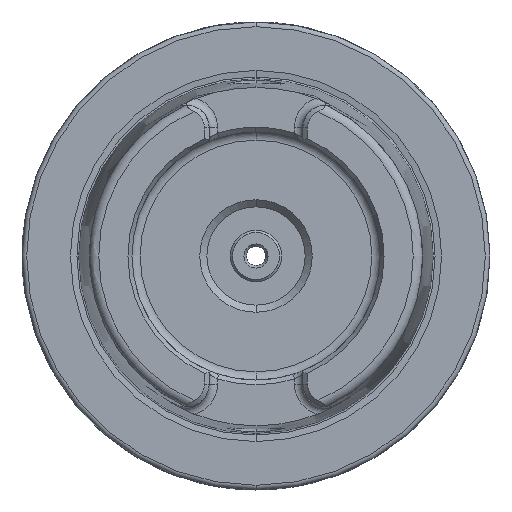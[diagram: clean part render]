
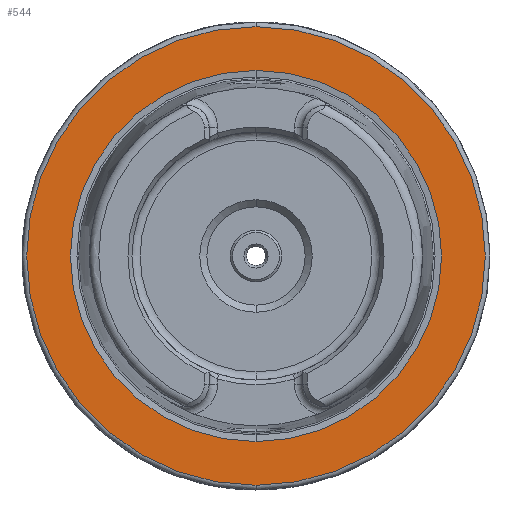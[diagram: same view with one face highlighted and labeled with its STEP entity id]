
A CAD part, left-side view. The second image highlights one B-rep face of the part: STEP entity #544.
In plain terms, the highlighted planar face has unit normal (-1, 0, 0).
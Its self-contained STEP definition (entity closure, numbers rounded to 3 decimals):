
#5 = EDGE_CURVE ( 'NONE', #7749, #6661, #3285, .T. ) ;
#544 = ADVANCED_FACE ( 'NONE', ( #6811, #4931 ), #3657, .T. ) ;
#1280 = EDGE_LOOP ( 'NONE', ( #2941, #6894 ) ) ;
#2035 = CARTESIAN_POINT ( 'NONE',  ( 0.05, 0., 39.647 ) ) ;
#2339 = CARTESIAN_POINT ( 'NONE',  ( 0.05, 39.647, 0. ) ) ;
#2395 = AXIS2_PLACEMENT_3D ( 'NONE', #2339, #8067, #4840 ) ;
#2451 = EDGE_LOOP ( 'NONE', ( #5979, #6611 ) ) ;
#2483 = DIRECTION ( 'NONE',  ( 0., 0., -1. ) ) ;
#2508 = AXIS2_PLACEMENT_3D ( 'NONE', #5264, #5871, #6569 ) ;
#2736 = CARTESIAN_POINT ( 'NONE',  ( 0.05, 0., 49. ) ) ;
#2941 = ORIENTED_EDGE ( 'NONE', *, *, #6889, .T. ) ;
#3036 = CIRCLE ( 'NONE', #7893, 39.647 ) ;
#3122 = CIRCLE ( 'NONE', #6140, 49. ) ;
#3193 = DIRECTION ( 'NONE',  ( 1., 0., 0. ) ) ;
#3220 = DIRECTION ( 'NONE',  ( 1., 0., 0. ) ) ;
#3285 = CIRCLE ( 'NONE', #2508, 49. ) ;
#3443 = VERTEX_POINT ( 'NONE', #2035 ) ;
#3486 = EDGE_CURVE ( 'NONE', #6661, #7749, #3122, .T. ) ;
#3657 = PLANE ( 'NONE',  #2395 ) ;
#3757 = DIRECTION ( 'NONE',  ( 1., 0., 0. ) ) ;
#3792 = CARTESIAN_POINT ( 'NONE',  ( 0.05, 0., 0. ) ) ;
#4135 = EDGE_CURVE ( 'NONE', #4653, #3443, #6394, .T. ) ;
#4498 = CARTESIAN_POINT ( 'NONE',  ( 0.05, 0., 0. ) ) ;
#4653 = VERTEX_POINT ( 'NONE', #7198 ) ;
#4840 = DIRECTION ( 'NONE',  ( 0., 0., 1. ) ) ;
#4931 = FACE_OUTER_BOUND ( 'NONE', #2451, .T. ) ;
#5222 = AXIS2_PLACEMENT_3D ( 'NONE', #3792, #3757, #2483 ) ;
#5264 = CARTESIAN_POINT ( 'NONE',  ( 0.05, 0., 0. ) ) ;
#5657 = DIRECTION ( 'NONE',  ( 0., 0., -1. ) ) ;
#5697 = CARTESIAN_POINT ( 'NONE',  ( 0.05, 0., 0. ) ) ;
#5774 = DIRECTION ( 'NONE',  ( 0., 0., -1. ) ) ;
#5871 = DIRECTION ( 'NONE',  ( 1., 0., 0. ) ) ;
#5979 = ORIENTED_EDGE ( 'NONE', *, *, #5, .F. ) ;
#6140 = AXIS2_PLACEMENT_3D ( 'NONE', #5697, #3220, #5657 ) ;
#6394 = CIRCLE ( 'NONE', #5222, 39.647 ) ;
#6569 = DIRECTION ( 'NONE',  ( 0., 0., -1. ) ) ;
#6611 = ORIENTED_EDGE ( 'NONE', *, *, #3486, .F. ) ;
#6661 = VERTEX_POINT ( 'NONE', #2736 ) ;
#6811 = FACE_BOUND ( 'NONE', #1280, .T. ) ;
#6889 = EDGE_CURVE ( 'NONE', #3443, #4653, #3036, .T. ) ;
#6894 = ORIENTED_EDGE ( 'NONE', *, *, #4135, .T. ) ;
#7198 = CARTESIAN_POINT ( 'NONE',  ( 0.05, 0., -39.647 ) ) ;
#7228 = CARTESIAN_POINT ( 'NONE',  ( 0.05, 0., -49. ) ) ;
#7749 = VERTEX_POINT ( 'NONE', #7228 ) ;
#7893 = AXIS2_PLACEMENT_3D ( 'NONE', #4498, #3193, #5774 ) ;
#8067 = DIRECTION ( 'NONE',  ( -1., 0., 0. ) ) ;
